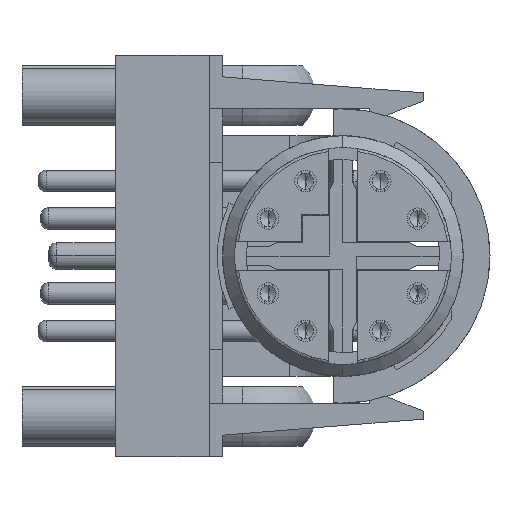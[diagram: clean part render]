
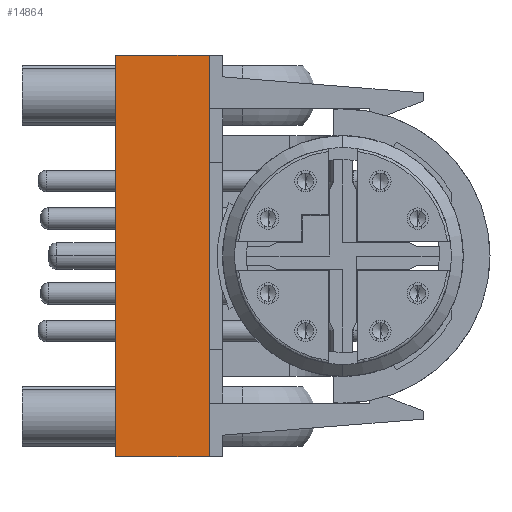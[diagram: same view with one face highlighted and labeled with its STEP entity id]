
A CAD part, left-side view. The second image highlights one B-rep face of the part: STEP entity #14864.
In plain terms, the highlighted planar face has unit normal (-1, 0, 0).
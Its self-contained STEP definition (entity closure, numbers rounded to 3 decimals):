
#588 = ORIENTED_EDGE ( 'NONE', *, *, #8016, .F. ) ;
#892 = EDGE_CURVE ( 'NONE', #15857, #1155, #5592, .T. ) ;
#1111 = CARTESIAN_POINT ( 'NONE',  ( -6.25, 2., -7.5 ) ) ;
#1155 = VERTEX_POINT ( 'NONE', #14037 ) ;
#1192 = VECTOR ( 'NONE', #2288, 1000. ) ;
#1910 = DIRECTION ( 'NONE',  ( 0., 0., -1. ) ) ;
#2152 = ORIENTED_EDGE ( 'NONE', *, *, #892, .F. ) ;
#2288 = DIRECTION ( 'NONE',  ( 0., 0., 1. ) ) ;
#2484 = DIRECTION ( 'NONE',  ( 0., -1., 0. ) ) ;
#2727 = CARTESIAN_POINT ( 'NONE',  ( -6.25, -1.5, 7.5 ) ) ;
#2962 = ORIENTED_EDGE ( 'NONE', *, *, #11737, .T. ) ;
#3457 = AXIS2_PLACEMENT_3D ( 'NONE', #15322, #15154, #15233 ) ;
#3880 = CARTESIAN_POINT ( 'NONE',  ( -6.25, 2., 7.5 ) ) ;
#5379 = EDGE_LOOP ( 'NONE', ( #2152, #14714, #588, #2962 ) ) ;
#5414 = VECTOR ( 'NONE', #2484, 1000. ) ;
#5592 = LINE ( 'NONE', #14729, #14738 ) ;
#6581 = CARTESIAN_POINT ( 'NONE',  ( -6.25, 2., -7.5 ) ) ;
#7350 = PLANE ( 'NONE',  #3457 ) ;
#7794 = CARTESIAN_POINT ( 'NONE',  ( -6.25, 2., 7.5 ) ) ;
#8016 = EDGE_CURVE ( 'NONE', #16103, #8629, #8493, .T. ) ;
#8493 = LINE ( 'NONE', #14793, #1192 ) ;
#8629 = VERTEX_POINT ( 'NONE', #7794 ) ;
#9015 = LINE ( 'NONE', #6581, #5414 ) ;
#9072 = DIRECTION ( 'NONE',  ( 0., -1., 0. ) ) ;
#9320 = EDGE_CURVE ( 'NONE', #8629, #15857, #11108, .T. ) ;
#11108 = LINE ( 'NONE', #3880, #12738 ) ;
#11208 = FACE_OUTER_BOUND ( 'NONE', #5379, .T. ) ;
#11737 = EDGE_CURVE ( 'NONE', #16103, #1155, #9015, .T. ) ;
#12738 = VECTOR ( 'NONE', #9072, 1000. ) ;
#14037 = CARTESIAN_POINT ( 'NONE',  ( -6.25, -1.5, -7.5 ) ) ;
#14714 = ORIENTED_EDGE ( 'NONE', *, *, #9320, .F. ) ;
#14729 = CARTESIAN_POINT ( 'NONE',  ( -6.25, -1.5, 7.5 ) ) ;
#14738 = VECTOR ( 'NONE', #1910, 1000. ) ;
#14793 = CARTESIAN_POINT ( 'NONE',  ( -6.25, 2., -7.5 ) ) ;
#14864 = ADVANCED_FACE ( 'NONE', ( #11208 ), #7350, .F. ) ;
#15154 = DIRECTION ( 'NONE',  ( 1., 0., 0. ) ) ;
#15233 = DIRECTION ( 'NONE',  ( 0., 0., -1. ) ) ;
#15322 = CARTESIAN_POINT ( 'NONE',  ( -6.25, 2., -7.5 ) ) ;
#15857 = VERTEX_POINT ( 'NONE', #2727 ) ;
#16103 = VERTEX_POINT ( 'NONE', #1111 ) ;
